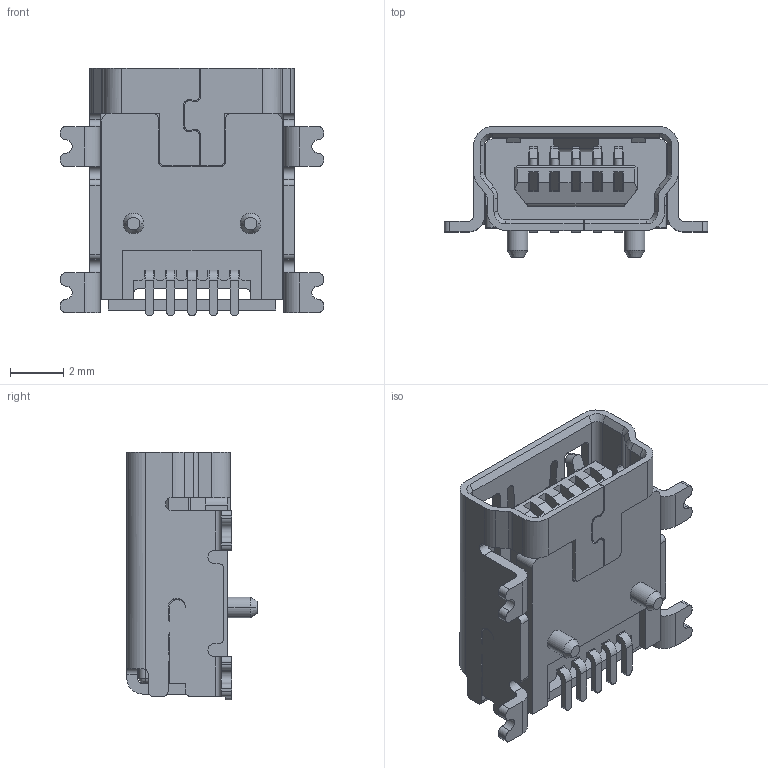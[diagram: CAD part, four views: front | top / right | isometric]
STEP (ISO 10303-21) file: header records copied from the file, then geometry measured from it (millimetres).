
FILE_DESCRIPTION((''),'2;1');
FILE_NAME('10033526-N3212MLFC','2015-01-20T',('taik'),('FCI - ELX Division'),'PRO/ENGINEER BY PARAMETRIC TECHNOLOGY CORPORATION, 2013150','PRO/ENGINEER BY PARAMETRIC TECHNOLOGY CORPORATION, 2013150','');
FILE_SCHEMA(('CONFIG_CONTROL_DESIGN'));
Length unit declared in the file: millimetre
Products named in the file (1): 10033526-N3212MLFC
Bounding box: 9.9 x 4.9 x 9.32 mm (x, y, z)
Volume: 138.8 mm3; surface area: 688 mm2
Topology: 1 solids, 1 shells, 785 faces, 2379 edges, 1550 vertices
Faces by surface type: plane 502, cylinder 261, cone 12, extrusion 8, bspline 2
Entity records: 26975 total; most frequent: CARTESIAN_POINT 5189, ORIENTED_EDGE 4758, DIRECTION 4390, EDGE_CURVE 2379, VECTOR 1794, LINE 1786, VERTEX_POINT 1552, AXIS2_PLACEMENT_3D 1298
